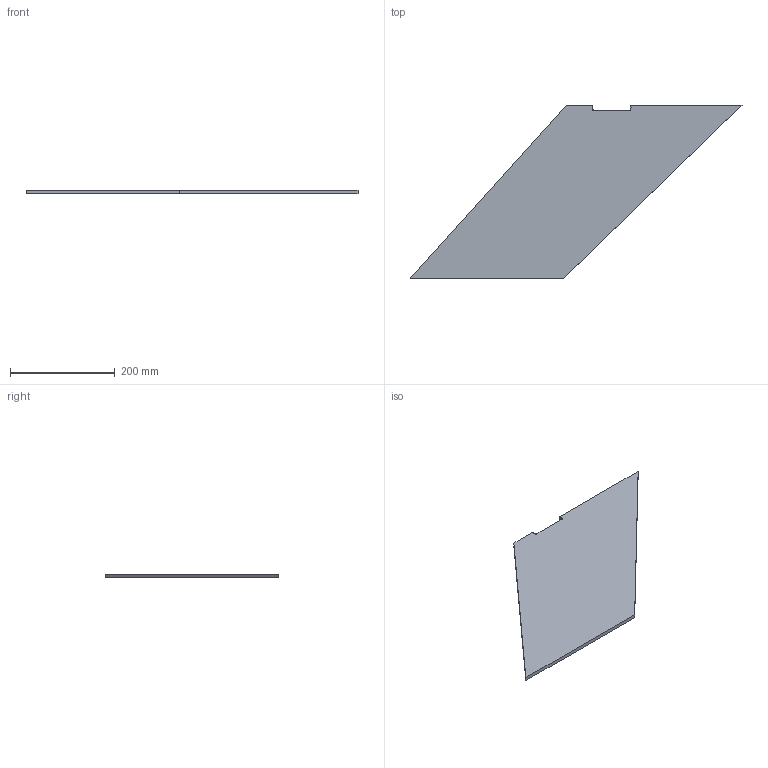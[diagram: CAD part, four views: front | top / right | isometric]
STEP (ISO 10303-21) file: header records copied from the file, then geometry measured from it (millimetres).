
FILE_DESCRIPTION(/* description */ (''),/* implementation_level */ '2;1');
FILE_NAME(/* name */ 'Outer HCAL Chimney Tile 10 Body - South 10-20-2022.stp',/* time_stamp */ '2022-10-20T08:27:31-04:00',/* author */ ('rick'),/* organization */ (''),/* preprocessor_version */ 'ST-DEVELOPER v19',/* originating_system */ 'Autodesk Inventor 2023',/* authorisation */ '');
FILE_SCHEMA (('AUTOMOTIVE_DESIGN { 1 0 10303 214 3 1 1 }'));
Products named in the file (2): Outer HCAL Chimney Tiles Xiachun-12-14-2021; Outer HCAL Chimney Tile 10
Assembly tree (1 placements, depth 2):
  Outer HCAL Chimney Tiles Xiachun-12-14-2021
    Outer HCAL Chimney Tile 10
Bounding box: 633.95 x 330.7 x 7 mm (x, y, z)
Volume: 723989.5 mm3; surface area: 217876.1 mm2
Topology: 1 solids, 1 shells, 20 faces, 54 edges, 36 vertices
Faces by surface type: plane 14, cylinder 6
Entity records: 701 total; most frequent: CARTESIAN_POINT 113, DIRECTION 112, ORIENTED_EDGE 108, EDGE_CURVE 54, LINE 42, VECTOR 42, VERTEX_POINT 36, AXIS2_PLACEMENT_3D 35
